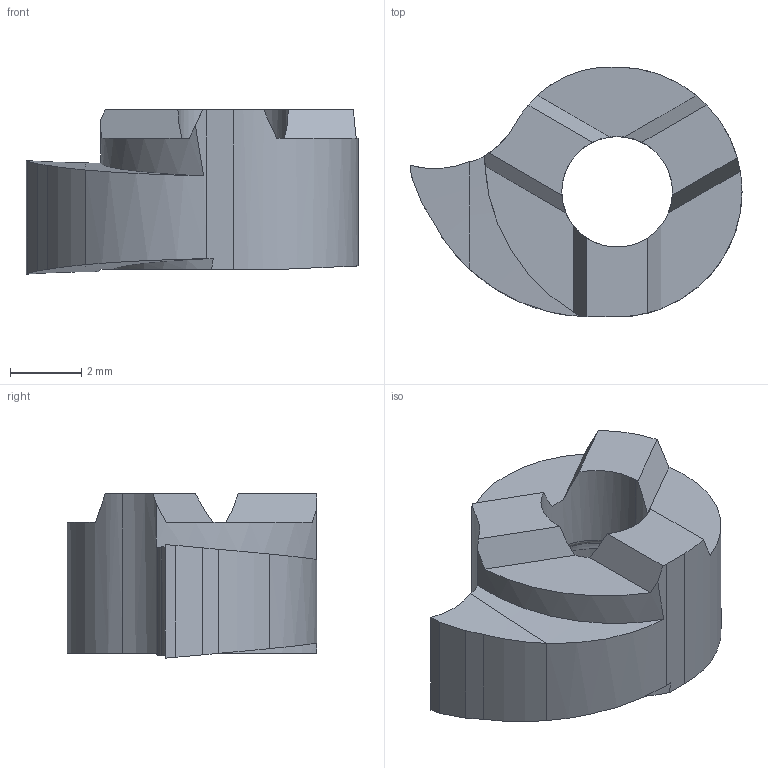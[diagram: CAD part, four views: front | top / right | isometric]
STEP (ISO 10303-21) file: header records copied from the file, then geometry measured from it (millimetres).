
FILE_DESCRIPTION(/* description */ (''),/* implementation_level */ '2;1');
FILE_NAME(/* name */ '1637847078223.stp',/* time_stamp */ '2021-11-25T19:01:32+06:00',/* author */ (''),/* organization */ ('SMS'),/* preprocessor_version */ 'ST-DEVELOPER v16.7',/* originating_system */ 'SIEMENS PLM Software NX 12.0',/* authorisation */ '');
FILE_SCHEMA (('AUTOMOTIVE_DESIGN { 1 0 10303 214 3 1 1 1 }'));
Length unit declared in the file: millimetre
Products named in the file (1): 203806403mod000_00
Bounding box: 9.3 x 6.99 x 4.6 mm (x, y, z)
Volume: 129 mm3; surface area: 240.3 mm2
Topology: 2 solids, 2 shells, 43 faces, 118 edges, 80 vertices
Faces by surface type: plane 20, cylinder 13, bspline 6, cone 2, torus 2
Entity records: 1555 total; most frequent: CARTESIAN_POINT 498, ORIENTED_EDGE 234, DIRECTION 183, EDGE_CURVE 117, VERTEX_POINT 76, AXIS2_PLACEMENT_3D 73, ADVANCED_FACE 43, FACE_OUTER_BOUND 43
